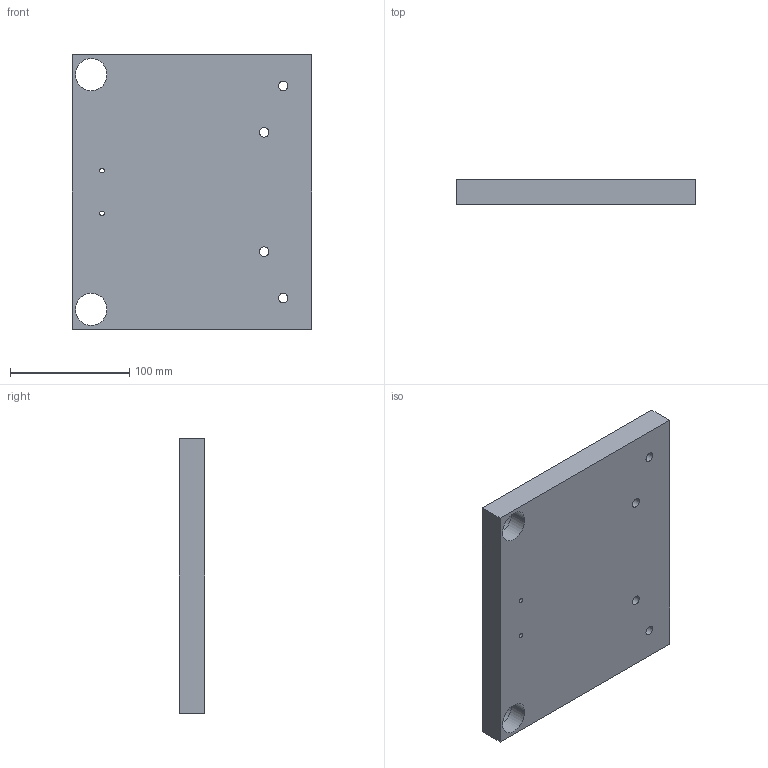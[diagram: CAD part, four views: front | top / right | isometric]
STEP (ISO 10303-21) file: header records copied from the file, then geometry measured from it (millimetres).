
FILE_DESCRIPTION(('STEP AP203'), '1');
FILE_NAME('1.1.2', '', ('UNSPECIFIED'), ('UNSPECIFIED'), 'ASCON STEP Converter 1.3', 'ASCON Math Kernel', '');
FILE_SCHEMA(('CONFIG_CONTROL_DESIGN'));
Length unit declared in the file: millimetre
Products named in the file (1): 1.1.2
Bounding box: 201 x 21 x 230 mm (x, y, z)
Volume: 939008.1 mm3; surface area: 114487.8 mm2
Topology: 1 solids, 1 shells, 38 faces, 90 edges, 60 vertices
Faces by surface type: plane 20, cylinder 18
Full cylindrical faces by diameter (mm): 4 x2, 8 x6, 24 x2
Entity records: 1440 total; most frequent: DIRECTION 194, CARTESIAN_POINT 179, ORIENTED_EDGE 160, EDGE_CURVE 80, AXIS2_PLACEMENT_3D 75, EDGE_LOOP 70, VERTEX_POINT 60, FACE_BOUND 50
